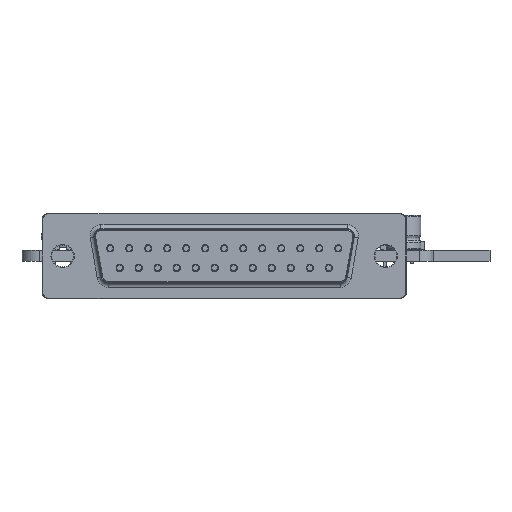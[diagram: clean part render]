
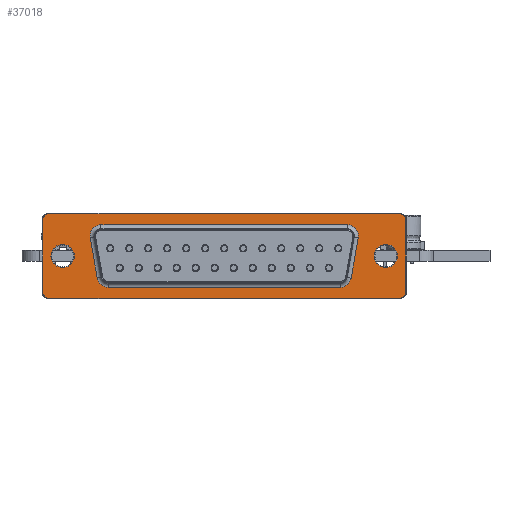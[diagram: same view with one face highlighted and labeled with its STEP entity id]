
A CAD part, left-side view. The second image highlights one B-rep face of the part: STEP entity #37018.
In plain terms, the highlighted face is planar.
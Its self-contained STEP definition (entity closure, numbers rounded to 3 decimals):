
#36767 = VERTEX_POINT('',#36768);
#36768 = CARTESIAN_POINT('',(8.93,-7.57,4.7));
#36777 = VERTEX_POINT('',#36778);
#36778 = CARTESIAN_POINT('',(9.83,-6.67,4.7));
#36785 = EDGE_CURVE('',#36767,#36777,#36786,.T.);
#36786 = CIRCLE('',#36787,0.9);
#36787 = AXIS2_PLACEMENT_3D('',#36788,#36789,#36790);
#36788 = CARTESIAN_POINT('',(8.93,-6.67,4.7));
#36789 = DIRECTION('',(-0.,0.,1.));
#36790 = DIRECTION('',(0.,-1.,0.));
#36802 = EDGE_CURVE('',#36803,#36767,#36805,.T.);
#36803 = VERTEX_POINT('',#36804);
#36804 = CARTESIAN_POINT('',(-42.17,-7.57,4.7));
#36805 = LINE('',#36806,#36807);
#36806 = CARTESIAN_POINT('',(-42.17,-7.57,4.7));
#36807 = VECTOR('',#36808,1.);
#36808 = DIRECTION('',(1.,0.,0.));
#36827 = VERTEX_POINT('',#36828);
#36828 = CARTESIAN_POINT('',(9.83,3.83,4.7));
#36835 = EDGE_CURVE('',#36777,#36827,#36836,.T.);
#36836 = LINE('',#36837,#36838);
#36837 = CARTESIAN_POINT('',(9.83,-6.67,4.7));
#36838 = VECTOR('',#36839,1.);
#36839 = DIRECTION('',(0.,1.,0.));
#36851 = VERTEX_POINT('',#36852);
#36852 = CARTESIAN_POINT('',(-43.07,-6.67,4.7));
#36861 = EDGE_CURVE('',#36851,#36803,#36862,.T.);
#36862 = CIRCLE('',#36863,0.9);
#36863 = AXIS2_PLACEMENT_3D('',#36864,#36865,#36866);
#36864 = CARTESIAN_POINT('',(-42.17,-6.67,4.7));
#36865 = DIRECTION('',(0.,0.,1.));
#36866 = DIRECTION('',(-1.,0.,0.));
#36879 = VERTEX_POINT('',#36880);
#36880 = CARTESIAN_POINT('',(8.93,4.73,4.7));
#36887 = EDGE_CURVE('',#36827,#36879,#36888,.T.);
#36888 = CIRCLE('',#36889,0.9);
#36889 = AXIS2_PLACEMENT_3D('',#36890,#36891,#36892);
#36890 = CARTESIAN_POINT('',(8.93,3.83,4.7));
#36891 = DIRECTION('',(0.,0.,1.));
#36892 = DIRECTION('',(1.,0.,-0.));
#36904 = EDGE_CURVE('',#36905,#36851,#36907,.T.);
#36905 = VERTEX_POINT('',#36906);
#36906 = CARTESIAN_POINT('',(-43.07,3.83,4.7));
#36907 = LINE('',#36908,#36909);
#36908 = CARTESIAN_POINT('',(-43.07,3.83,4.7));
#36909 = VECTOR('',#36910,1.);
#36910 = DIRECTION('',(0.,-1.,0.));
#36929 = VERTEX_POINT('',#36930);
#36930 = CARTESIAN_POINT('',(-42.17,4.73,4.7));
#36937 = EDGE_CURVE('',#36879,#36929,#36938,.T.);
#36938 = LINE('',#36939,#36940);
#36939 = CARTESIAN_POINT('',(8.93,4.73,4.7));
#36940 = VECTOR('',#36941,1.);
#36941 = DIRECTION('',(-1.,0.,0.));
#36955 = EDGE_CURVE('',#36929,#36905,#36956,.T.);
#36956 = CIRCLE('',#36957,0.9);
#36957 = AXIS2_PLACEMENT_3D('',#36958,#36959,#36960);
#36958 = CARTESIAN_POINT('',(-42.17,3.83,4.7));
#36959 = DIRECTION('',(0.,-0.,1.));
#36960 = DIRECTION('',(0.,1.,0.));
#36970 = EDGE_CURVE('',#36971,#36971,#36973,.T.);
#36971 = VERTEX_POINT('',#36972);
#36972 = CARTESIAN_POINT('',(8.63,-1.42,4.7));
#36973 = CIRCLE('',#36974,1.7);
#36974 = AXIS2_PLACEMENT_3D('',#36975,#36976,#36977);
#36975 = CARTESIAN_POINT('',(6.93,-1.42,4.7));
#36976 = DIRECTION('',(0.,0.,1.));
#36977 = DIRECTION('',(1.,0.,-0.));
#36996 = EDGE_CURVE('',#36997,#36997,#36999,.T.);
#36997 = VERTEX_POINT('',#36998);
#36998 = CARTESIAN_POINT('',(-38.47,-1.42,4.7));
#36999 = CIRCLE('',#37000,1.7);
#37000 = AXIS2_PLACEMENT_3D('',#37001,#37002,#37003);
#37001 = CARTESIAN_POINT('',(-40.17,-1.42,4.7));
#37002 = DIRECTION('',(0.,0.,1.));
#37003 = DIRECTION('',(1.,0.,-0.));
#37018 = ADVANCED_FACE('',(#37019,#37089,#37099,#37102),#37105,.T.);
#37019 = FACE_BOUND('',#37020,.T.);
#37020 = EDGE_LOOP('',(#37021,#37031,#37040,#37048,#37057,#37065,#37074,
    #37082));
#37021 = ORIENTED_EDGE('',*,*,#37022,.T.);
#37022 = EDGE_CURVE('',#37023,#37025,#37027,.T.);
#37023 = VERTEX_POINT('',#37024);
#37024 = CARTESIAN_POINT('',(2.915,1.254,4.7));
#37025 = VERTEX_POINT('',#37026);
#37026 = CARTESIAN_POINT('',(1.881,-4.646,4.7));
#37027 = LINE('',#37028,#37029);
#37028 = CARTESIAN_POINT('',(2.915,1.254,4.7));
#37029 = VECTOR('',#37030,1.);
#37030 = DIRECTION('',(-0.173,-0.985,0.));
#37031 = ORIENTED_EDGE('',*,*,#37032,.T.);
#37032 = EDGE_CURVE('',#37025,#37033,#37035,.T.);
#37033 = VERTEX_POINT('',#37034);
#37034 = CARTESIAN_POINT('',(0.305,-5.97,4.7));
#37035 = CIRCLE('',#37036,1.6);
#37036 = AXIS2_PLACEMENT_3D('',#37037,#37038,#37039);
#37037 = CARTESIAN_POINT('',(0.305,-4.37,4.7));
#37038 = DIRECTION('',(0.,-0.,-1.));
#37039 = DIRECTION('',(0.985,-0.173,0.));
#37040 = ORIENTED_EDGE('',*,*,#37041,.T.);
#37041 = EDGE_CURVE('',#37033,#37042,#37044,.T.);
#37042 = VERTEX_POINT('',#37043);
#37043 = CARTESIAN_POINT('',(-33.545,-5.97,4.7));
#37044 = LINE('',#37045,#37046);
#37045 = CARTESIAN_POINT('',(0.305,-5.97,4.7));
#37046 = VECTOR('',#37047,1.);
#37047 = DIRECTION('',(-1.,0.,0.));
#37048 = ORIENTED_EDGE('',*,*,#37049,.T.);
#37049 = EDGE_CURVE('',#37042,#37050,#37052,.T.);
#37050 = VERTEX_POINT('',#37051);
#37051 = CARTESIAN_POINT('',(-35.121,-4.646,4.7));
#37052 = CIRCLE('',#37053,1.6);
#37053 = AXIS2_PLACEMENT_3D('',#37054,#37055,#37056);
#37054 = CARTESIAN_POINT('',(-33.545,-4.37,4.7));
#37055 = DIRECTION('',(-0.,-0.,-1.));
#37056 = DIRECTION('',(0.,-1.,0.));
#37057 = ORIENTED_EDGE('',*,*,#37058,.T.);
#37058 = EDGE_CURVE('',#37050,#37059,#37061,.T.);
#37059 = VERTEX_POINT('',#37060);
#37060 = CARTESIAN_POINT('',(-36.155,1.254,4.7));
#37061 = LINE('',#37062,#37063);
#37062 = CARTESIAN_POINT('',(-35.121,-4.646,4.7));
#37063 = VECTOR('',#37064,1.);
#37064 = DIRECTION('',(-0.173,0.985,0.));
#37065 = ORIENTED_EDGE('',*,*,#37066,.T.);
#37066 = EDGE_CURVE('',#37059,#37067,#37069,.T.);
#37067 = VERTEX_POINT('',#37068);
#37068 = CARTESIAN_POINT('',(-34.579,3.13,4.7));
#37069 = CIRCLE('',#37070,1.6);
#37070 = AXIS2_PLACEMENT_3D('',#37071,#37072,#37073);
#37071 = CARTESIAN_POINT('',(-34.579,1.53,4.7));
#37072 = DIRECTION('',(-0.,0.,-1.));
#37073 = DIRECTION('',(-0.985,-0.173,0.));
#37074 = ORIENTED_EDGE('',*,*,#37075,.T.);
#37075 = EDGE_CURVE('',#37067,#37076,#37078,.T.);
#37076 = VERTEX_POINT('',#37077);
#37077 = CARTESIAN_POINT('',(1.339,3.13,4.7));
#37078 = LINE('',#37079,#37080);
#37079 = CARTESIAN_POINT('',(-34.579,3.13,4.7));
#37080 = VECTOR('',#37081,1.);
#37081 = DIRECTION('',(1.,0.,0.));
#37082 = ORIENTED_EDGE('',*,*,#37083,.T.);
#37083 = EDGE_CURVE('',#37076,#37023,#37084,.T.);
#37084 = CIRCLE('',#37085,1.6);
#37085 = AXIS2_PLACEMENT_3D('',#37086,#37087,#37088);
#37086 = CARTESIAN_POINT('',(1.339,1.53,4.7));
#37087 = DIRECTION('',(0.,0.,-1.));
#37088 = DIRECTION('',(0.,1.,0.));
#37089 = FACE_BOUND('',#37090,.T.);
#37090 = EDGE_LOOP('',(#37091,#37092,#37093,#37094,#37095,#37096,#37097,
    #37098));
#37091 = ORIENTED_EDGE('',*,*,#36937,.T.);
#37092 = ORIENTED_EDGE('',*,*,#36955,.T.);
#37093 = ORIENTED_EDGE('',*,*,#36904,.T.);
#37094 = ORIENTED_EDGE('',*,*,#36861,.T.);
#37095 = ORIENTED_EDGE('',*,*,#36802,.T.);
#37096 = ORIENTED_EDGE('',*,*,#36785,.T.);
#37097 = ORIENTED_EDGE('',*,*,#36835,.T.);
#37098 = ORIENTED_EDGE('',*,*,#36887,.T.);
#37099 = FACE_BOUND('',#37100,.T.);
#37100 = EDGE_LOOP('',(#37101));
#37101 = ORIENTED_EDGE('',*,*,#36970,.F.);
#37102 = FACE_BOUND('',#37103,.T.);
#37103 = EDGE_LOOP('',(#37104));
#37104 = ORIENTED_EDGE('',*,*,#36996,.F.);
#37105 = PLANE('',#37106);
#37106 = AXIS2_PLACEMENT_3D('',#37107,#37108,#37109);
#37107 = CARTESIAN_POINT('',(-16.62,-1.42,4.7));
#37108 = DIRECTION('',(0.,0.,1.));
#37109 = DIRECTION('',(1.,0.,-0.));
